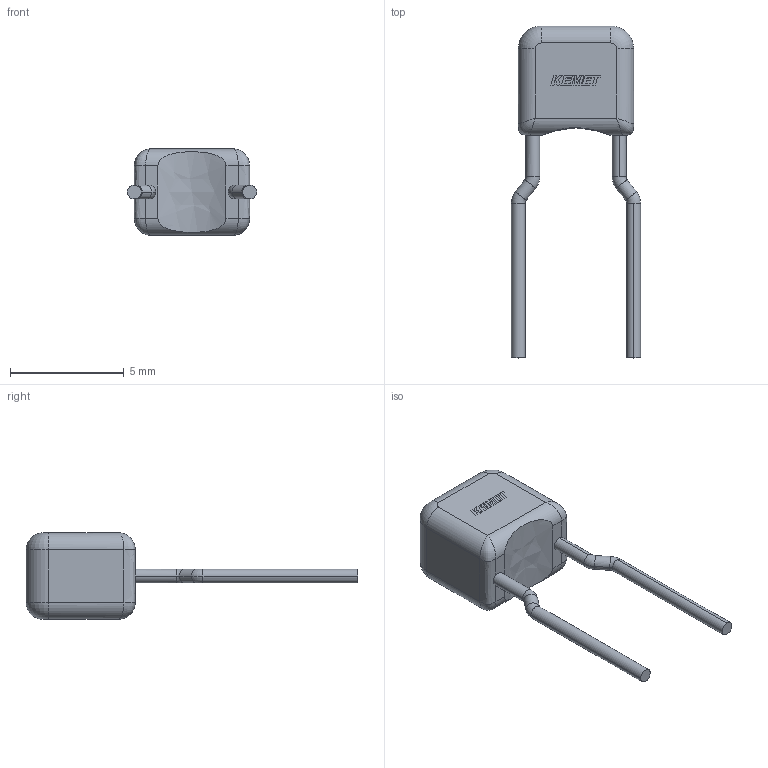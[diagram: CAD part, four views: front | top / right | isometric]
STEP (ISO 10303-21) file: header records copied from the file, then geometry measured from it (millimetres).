
FILE_DESCRIPTION (( 'STEP AP214' ), '1' );
FILE_NAME ('CCRC323_L5.08H7.62T3.81S5.08LL7F0.61.STEP', '2018-07-13T17:15:32', ( '' ), ( '' ), 'SwSTEP 2.0', 'SolidWorks 2014', '' );
FILE_SCHEMA (( 'AUTOMOTIVE_DESIGN' ));
Length unit declared in the file: millimetre
Products named in the file (1): CCRC323_L5.08H7.62T3.81S5.08LL7F0.61
Bounding box: 5.69 x 14.62 x 3.81 mm (x, y, z)
Volume: 90.8 mm3; surface area: 146 mm2
Topology: 4 solids, 4 shells, 109 faces, 271 edges, 166 vertices
Faces by surface type: plane 68, cylinder 22, torus 12, bspline 7
Entity records: 6427 total; most frequent: CARTESIAN_POINT 2632, ORIENTED_EDGE 534, DIRECTION 507, EDGE_CURVE 267, VECTOR 189, LINE 189, VERTEX_POINT 166, AXIS2_PLACEMENT_3D 159
